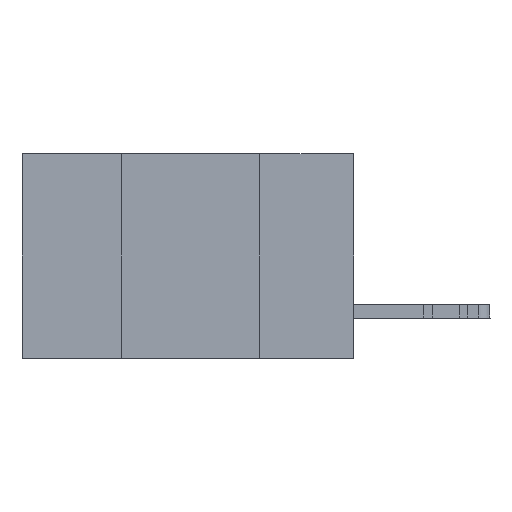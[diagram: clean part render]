
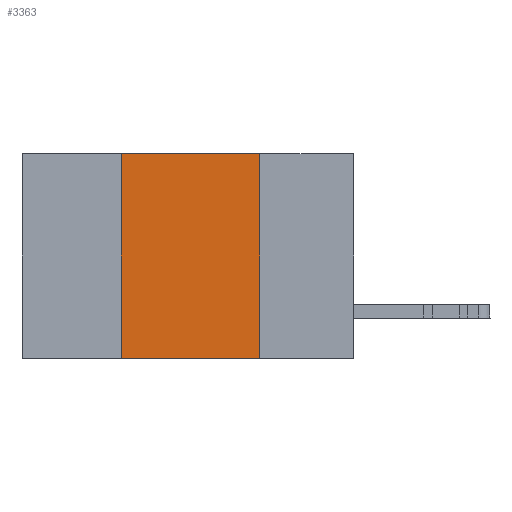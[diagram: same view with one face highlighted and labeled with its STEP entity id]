
A CAD part, left-side view. The second image highlights one B-rep face of the part: STEP entity #3363.
In plain terms, the highlighted planar face has unit normal (-1, 0, 0).
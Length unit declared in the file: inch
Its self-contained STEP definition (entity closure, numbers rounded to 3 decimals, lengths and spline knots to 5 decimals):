
#463 = EDGE_CURVE ( 'NONE', #29608, #38751, #32853, .T. ) ;
#504 = CARTESIAN_POINT ( 'NONE',  ( 0., 0.17, -0.37 ) ) ;
#2606 = EDGE_CURVE ( 'NONE', #38751, #38832, #4523, .T. ) ;
#3363 = ADVANCED_FACE ( 'NONE', ( #14839 ), #11125, .F. ) ;
#4348 = DIRECTION ( 'NONE',  ( 0., -1., 0. ) ) ;
#4523 = LINE ( 'NONE', #27262, #20312 ) ;
#4884 = CARTESIAN_POINT ( 'NONE',  ( 0., 0.6, 0. ) ) ;
#7138 = ORIENTED_EDGE ( 'NONE', *, *, #28762, .F. ) ;
#8710 = VECTOR ( 'NONE', #22630, 39.37008 ) ;
#11125 = PLANE ( 'NONE',  #33480 ) ;
#11257 = DIRECTION ( 'NONE',  ( 0., 0., -1. ) ) ;
#11643 = ORIENTED_EDGE ( 'NONE', *, *, #24525, .T. ) ;
#12717 = CARTESIAN_POINT ( 'NONE',  ( 0., 0.17, 0. ) ) ;
#12825 = LINE ( 'NONE', #14720, #36949 ) ;
#14216 = CARTESIAN_POINT ( 'NONE',  ( 0., 0.42, 0. ) ) ;
#14720 = CARTESIAN_POINT ( 'NONE',  ( 0., 0.42, 0. ) ) ;
#14839 = FACE_OUTER_BOUND ( 'NONE', #21206, .T. ) ;
#17897 = DIRECTION ( 'NONE',  ( 0., 0., 1. ) ) ;
#19463 = CARTESIAN_POINT ( 'NONE',  ( 0., 0.6, 0. ) ) ;
#20312 = VECTOR ( 'NONE', #30435, 39.37008 ) ;
#21206 = EDGE_LOOP ( 'NONE', ( #33812, #28380, #7138, #11643 ) ) ;
#22630 = DIRECTION ( 'NONE',  ( 0., -1., 0. ) ) ;
#24023 = CARTESIAN_POINT ( 'NONE',  ( 0., 0.42, -0.37 ) ) ;
#24525 = EDGE_CURVE ( 'NONE', #24690, #38832, #35973, .T. ) ;
#24690 = VERTEX_POINT ( 'NONE', #24023 ) ;
#26375 = CARTESIAN_POINT ( 'NONE',  ( 0., 0.6, -0.37 ) ) ;
#27262 = CARTESIAN_POINT ( 'NONE',  ( 0., 0.17, 0. ) ) ;
#28380 = ORIENTED_EDGE ( 'NONE', *, *, #463, .F. ) ;
#28762 = EDGE_CURVE ( 'NONE', #24690, #29608, #12825, .T. ) ;
#29608 = VERTEX_POINT ( 'NONE', #14216 ) ;
#30102 = DIRECTION ( 'NONE',  ( 1., 0., 0. ) ) ;
#30435 = DIRECTION ( 'NONE',  ( 0., 0., -1. ) ) ;
#32853 = LINE ( 'NONE', #19463, #8710 ) ;
#33480 = AXIS2_PLACEMENT_3D ( 'NONE', #4884, #30102, #11257 ) ;
#33812 = ORIENTED_EDGE ( 'NONE', *, *, #2606, .F. ) ;
#34991 = VECTOR ( 'NONE', #4348, 39.37008 ) ;
#35973 = LINE ( 'NONE', #26375, #34991 ) ;
#36949 = VECTOR ( 'NONE', #17897, 39.37008 ) ;
#38751 = VERTEX_POINT ( 'NONE', #12717 ) ;
#38832 = VERTEX_POINT ( 'NONE', #504 ) ;
